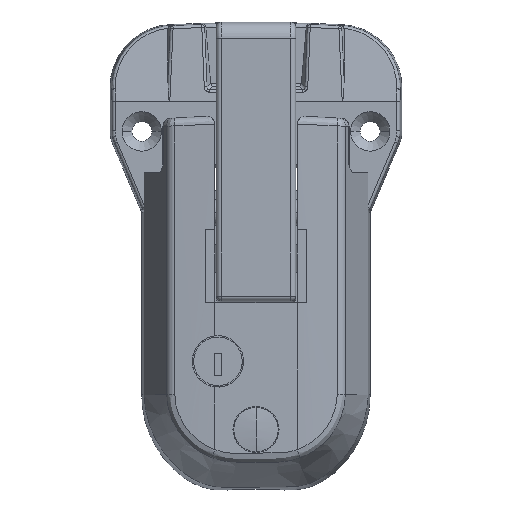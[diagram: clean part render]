
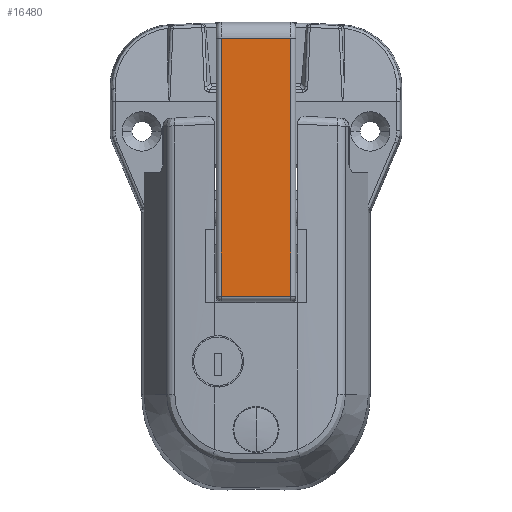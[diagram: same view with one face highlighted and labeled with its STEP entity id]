
A CAD part, top view. The second image highlights one B-rep face of the part: STEP entity #16480.
In plain terms, the highlighted planar face has unit normal (0, 0, 1).
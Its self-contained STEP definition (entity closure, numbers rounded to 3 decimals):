
#189 = LINE ( 'NONE', #12943, #8364 ) ;
#532 = DIRECTION ( 'NONE',  ( 0., -1., 0. ) ) ;
#940 = CARTESIAN_POINT ( 'NONE',  ( 11., -26.458, 9. ) ) ;
#2313 = VERTEX_POINT ( 'NONE', #2491 ) ;
#2458 = CARTESIAN_POINT ( 'NONE',  ( 11., 54.854, 9. ) ) ;
#2464 = LINE ( 'NONE', #13904, #10618 ) ;
#2491 = CARTESIAN_POINT ( 'NONE',  ( -11., 54.854, 9. ) ) ;
#3143 = AXIS2_PLACEMENT_3D ( 'NONE', #20003, #10159, #3698 ) ;
#3698 = DIRECTION ( 'NONE',  ( -1., 0., 0. ) ) ;
#4062 = VECTOR ( 'NONE', #532, 1000. ) ;
#5212 = EDGE_CURVE ( 'NONE', #7767, #18462, #189, .T. ) ;
#6167 = VERTEX_POINT ( 'NONE', #7812 ) ;
#6684 = VECTOR ( 'NONE', #6973, 1000. ) ;
#6973 = DIRECTION ( 'NONE',  ( 1., 0., 0. ) ) ;
#7424 = DIRECTION ( 'NONE',  ( -1., 0., 0. ) ) ;
#7767 = VERTEX_POINT ( 'NONE', #940 ) ;
#7812 = CARTESIAN_POINT ( 'NONE',  ( -11., -26.458, 9. ) ) ;
#8364 = VECTOR ( 'NONE', #9636, 1000. ) ;
#8637 = FACE_OUTER_BOUND ( 'NONE', #16439, .T. ) ;
#8813 = ORIENTED_EDGE ( 'NONE', *, *, #15708, .T. ) ;
#9636 = DIRECTION ( 'NONE',  ( 0., 1., 0. ) ) ;
#10159 = DIRECTION ( 'NONE',  ( 0., 0., -1. ) ) ;
#10504 = CARTESIAN_POINT ( 'NONE',  ( -11., -27.568, 9. ) ) ;
#10618 = VECTOR ( 'NONE', #7424, 1000. ) ;
#11652 = EDGE_CURVE ( 'NONE', #18462, #2313, #2464, .T. ) ;
#11871 = CARTESIAN_POINT ( 'NONE',  ( 12.5, -26.458, 9. ) ) ;
#12282 = LINE ( 'NONE', #11871, #6684 ) ;
#12943 = CARTESIAN_POINT ( 'NONE',  ( 11., 54.854, 9. ) ) ;
#13617 = PLANE ( 'NONE',  #3143 ) ;
#13828 = EDGE_CURVE ( 'NONE', #6167, #7767, #12282, .T. ) ;
#13904 = CARTESIAN_POINT ( 'NONE',  ( 12.5, 54.854, 9. ) ) ;
#15708 = EDGE_CURVE ( 'NONE', #2313, #6167, #20440, .T. ) ;
#16436 = ORIENTED_EDGE ( 'NONE', *, *, #5212, .T. ) ;
#16439 = EDGE_LOOP ( 'NONE', ( #17377, #16436, #17950, #8813 ) ) ;
#16480 = ADVANCED_FACE ( 'NONE', ( #8637 ), #13617, .F. ) ;
#17377 = ORIENTED_EDGE ( 'NONE', *, *, #13828, .T. ) ;
#17950 = ORIENTED_EDGE ( 'NONE', *, *, #11652, .T. ) ;
#18462 = VERTEX_POINT ( 'NONE', #2458 ) ;
#20003 = CARTESIAN_POINT ( 'NONE',  ( 12.5, -27.568, 9. ) ) ;
#20440 = LINE ( 'NONE', #10504, #4062 ) ;
